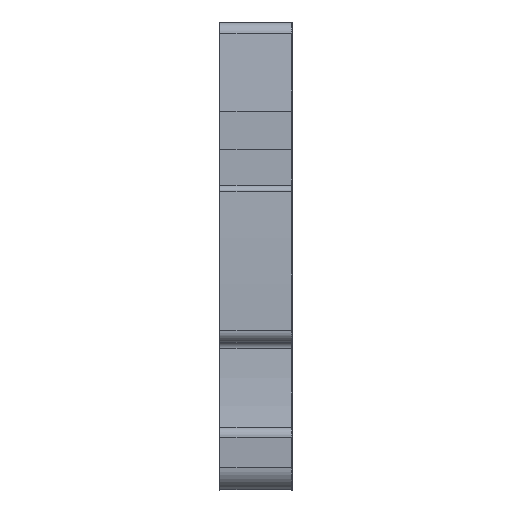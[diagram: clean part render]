
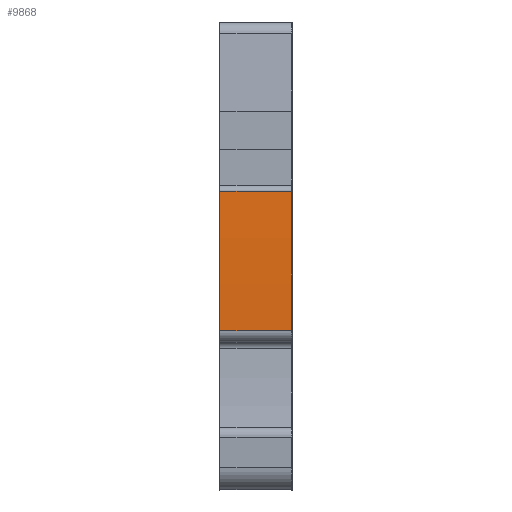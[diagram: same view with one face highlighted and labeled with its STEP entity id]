
A CAD part, front view. The second image highlights one B-rep face of the part: STEP entity #9868.
In plain terms, the highlighted cylindrical face has radius 198.503 mm (diameter 397.006 mm), a partial arc.
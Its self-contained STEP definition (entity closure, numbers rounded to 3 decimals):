
#4969=AXIS2_PLACEMENT_3D('Circle Axis2P3D',#4967,#4968,$) ;
#9848=AXIS2_PLACEMENT_3D('Cylinder Axis2P3D',#9845,#9846,#9847) ;
#9859=AXIS2_PLACEMENT_3D('Circle Axis2P3D',#9857,#9858,$) ;
#4964=CARTESIAN_POINT('Vertex',(0.,1.53,13.432)) ;
#4967=CARTESIAN_POINT('Axis2P3D Location',(0.,200.,17.041)) ;
#4971=CARTESIAN_POINT('Vertex',(0.,1.665,25.2)) ;
#9826=CARTESIAN_POINT('Line Origine',(3.025,1.665,25.2)) ;
#9830=CARTESIAN_POINT('Vertex',(6.05,1.665,25.2)) ;
#9845=CARTESIAN_POINT('Axis2P3D Location',(0.025,200.,17.041)) ;
#9850=CARTESIAN_POINT('Line Origine',(0.025,1.53,13.432)) ;
#9854=CARTESIAN_POINT('Vertex',(6.05,1.53,13.432)) ;
#9857=CARTESIAN_POINT('Axis2P3D Location',(6.05,200.,17.041)) ;
#4968=DIRECTION('Axis2P3D Direction',(-1.,0.,0.)) ;
#9827=DIRECTION('Vector Direction',(-1.,0.,0.)) ;
#9846=DIRECTION('Axis2P3D Direction',(-1.,0.,0.)) ;
#9847=DIRECTION('Axis2P3D XDirection',(0.,-1.,-0.018)) ;
#9851=DIRECTION('Vector Direction',(-1.,0.,0.)) ;
#9858=DIRECTION('Axis2P3D Direction',(-1.,0.,0.)) ;
#9828=VECTOR('Line Direction',#9827,1.) ;
#9852=VECTOR('Line Direction',#9851,1.) ;
#9863=ORIENTED_EDGE('',*,*,#9832,.T.) ;
#9864=ORIENTED_EDGE('',*,*,#4973,.F.) ;
#9865=ORIENTED_EDGE('',*,*,#9856,.T.) ;
#9866=ORIENTED_EDGE('',*,*,#9861,.T.) ;
#9868=ADVANCED_FACE('MLD1',(#9867),#9849,.T.) ;
#4970=CIRCLE('generated circle',#4969,198.503) ;
#9860=CIRCLE('generated circle',#9859,198.503) ;
#9849=CYLINDRICAL_SURFACE('generated cylinder',#9848,198.503) ;
#4973=EDGE_CURVE('',#4965,#4972,#4970,.T.) ;
#9832=EDGE_CURVE('',#9831,#4972,#9829,.T.) ;
#9856=EDGE_CURVE('',#4965,#9855,#9853,.F.) ;
#9861=EDGE_CURVE('',#9855,#9831,#9860,.T.) ;
#9862=EDGE_LOOP('',(#9863,#9864,#9865,#9866)) ;
#9867=FACE_OUTER_BOUND('',#9862,.T.) ;
#9829=LINE('Line',#9826,#9828) ;
#9853=LINE('Line',#9850,#9852) ;
#4965=VERTEX_POINT('',#4964) ;
#4972=VERTEX_POINT('',#4971) ;
#9831=VERTEX_POINT('',#9830) ;
#9855=VERTEX_POINT('',#9854) ;
